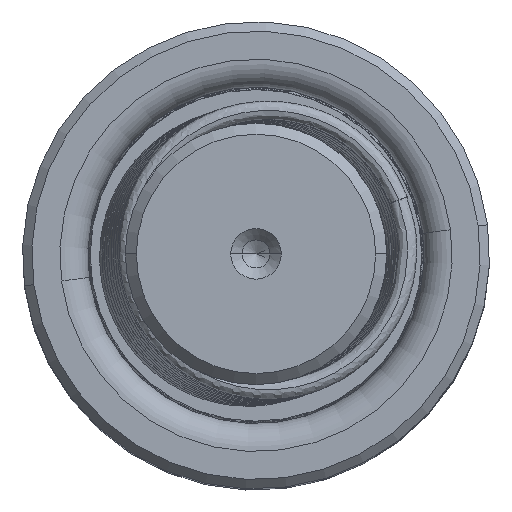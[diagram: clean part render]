
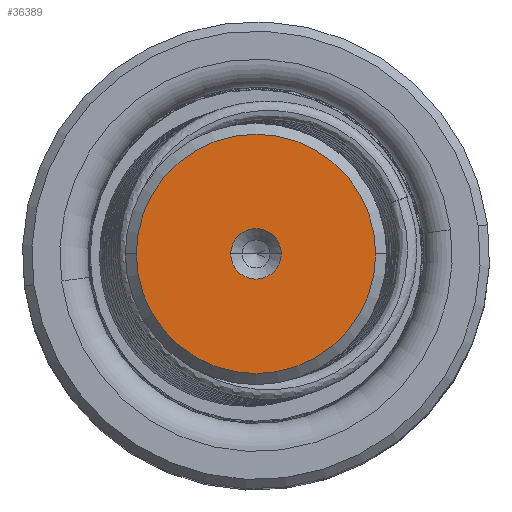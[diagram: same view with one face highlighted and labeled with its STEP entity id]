
A CAD part, top view. The second image highlights one B-rep face of the part: STEP entity #36389.
In plain terms, the highlighted planar face has unit normal (0, 0, 1).
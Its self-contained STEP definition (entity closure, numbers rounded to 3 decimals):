
#1028 = CARTESIAN_POINT ( 'NONE',  ( 0., 0., 170. ) ) ;
#1653 = DIRECTION ( 'NONE',  ( 1., 0., 0. ) ) ;
#3092 = EDGE_LOOP ( 'NONE', ( #7395, #56126 ) ) ;
#4071 = VERTEX_POINT ( 'NONE', #60406 ) ;
#7395 = ORIENTED_EDGE ( 'NONE', *, *, #32782, .T. ) ;
#9136 = CARTESIAN_POINT ( 'NONE',  ( 2.7, 0., 170. ) ) ;
#9786 = PLANE ( 'NONE',  #54200 ) ;
#10101 = AXIS2_PLACEMENT_3D ( 'NONE', #18045, #50904, #36960 ) ;
#12609 = CIRCLE ( 'NONE', #15596, 12.812 ) ;
#14973 = FACE_BOUND ( 'NONE', #54288, .T. ) ;
#15350 = DIRECTION ( 'NONE',  ( 1., 0., 0. ) ) ;
#15596 = AXIS2_PLACEMENT_3D ( 'NONE', #1028, #29806, #1653 ) ;
#15677 = ORIENTED_EDGE ( 'NONE', *, *, #56826, .F. ) ;
#16514 = DIRECTION ( 'NONE',  ( 0., 0., 1. ) ) ;
#18045 = CARTESIAN_POINT ( 'NONE',  ( 0., 0., 170. ) ) ;
#20199 = CARTESIAN_POINT ( 'NONE',  ( -2.7, 0., 170. ) ) ;
#22322 = FACE_OUTER_BOUND ( 'NONE', #3092, .T. ) ;
#24573 = CARTESIAN_POINT ( 'NONE',  ( 0., 0., 170. ) ) ;
#27041 = DIRECTION ( 'NONE',  ( 1., 0., 0. ) ) ;
#27786 = CIRCLE ( 'NONE', #47529, 2.7 ) ;
#29806 = DIRECTION ( 'NONE',  ( 0., 0., 1. ) ) ;
#30201 = VERTEX_POINT ( 'NONE', #20199 ) ;
#31393 = CARTESIAN_POINT ( 'NONE',  ( 0., 0., 170. ) ) ;
#32186 = AXIS2_PLACEMENT_3D ( 'NONE', #31393, #54983, #27041 ) ;
#32782 = EDGE_CURVE ( 'NONE', #4071, #43875, #12609, .T. ) ;
#33640 = DIRECTION ( 'NONE',  ( 0., 0., 1. ) ) ;
#36389 = ADVANCED_FACE ( 'NONE', ( #14973, #22322 ), #9786, .T. ) ;
#36960 = DIRECTION ( 'NONE',  ( 1., 0., 0. ) ) ;
#37485 = EDGE_CURVE ( 'NONE', #52649, #30201, #27786, .T. ) ;
#43875 = VERTEX_POINT ( 'NONE', #57592 ) ;
#44664 = CARTESIAN_POINT ( 'NONE',  ( 0., 0., 170. ) ) ;
#47529 = AXIS2_PLACEMENT_3D ( 'NONE', #44664, #16514, #49385 ) ;
#49385 = DIRECTION ( 'NONE',  ( 1., 0., 0. ) ) ;
#50904 = DIRECTION ( 'NONE',  ( 0., 0., 1. ) ) ;
#51683 = CIRCLE ( 'NONE', #10101, 12.812 ) ;
#52649 = VERTEX_POINT ( 'NONE', #9136 ) ;
#53167 = CIRCLE ( 'NONE', #32186, 2.7 ) ;
#53523 = ORIENTED_EDGE ( 'NONE', *, *, #37485, .F. ) ;
#54200 = AXIS2_PLACEMENT_3D ( 'NONE', #24573, #33640, #15350 ) ;
#54288 = EDGE_LOOP ( 'NONE', ( #53523, #15677 ) ) ;
#54983 = DIRECTION ( 'NONE',  ( 0., 0., 1. ) ) ;
#56126 = ORIENTED_EDGE ( 'NONE', *, *, #56810, .T. ) ;
#56810 = EDGE_CURVE ( 'NONE', #43875, #4071, #51683, .T. ) ;
#56826 = EDGE_CURVE ( 'NONE', #30201, #52649, #53167, .T. ) ;
#57592 = CARTESIAN_POINT ( 'NONE',  ( 12.812, 0., 170. ) ) ;
#60406 = CARTESIAN_POINT ( 'NONE',  ( -12.812, 0., 170. ) ) ;
